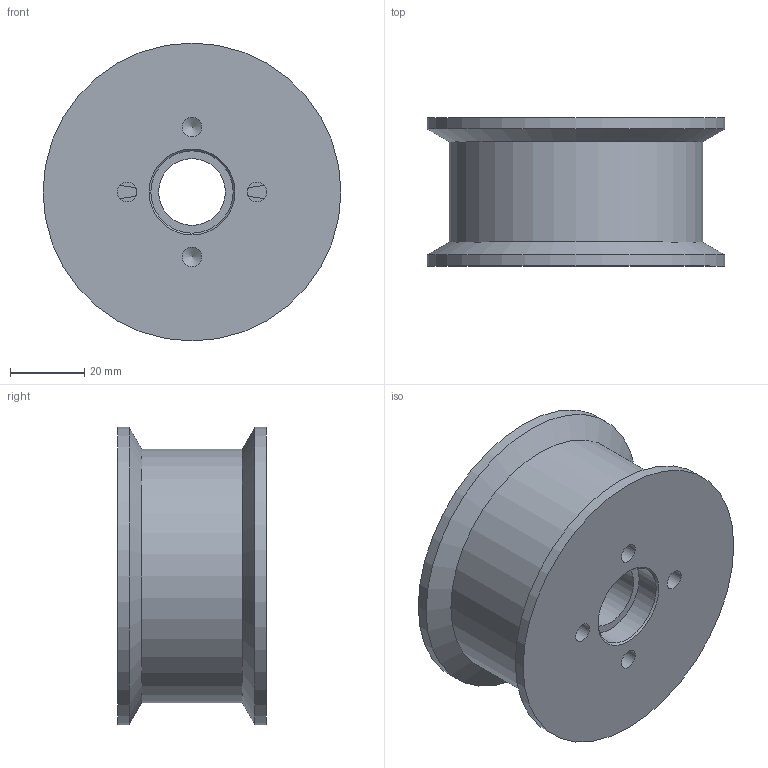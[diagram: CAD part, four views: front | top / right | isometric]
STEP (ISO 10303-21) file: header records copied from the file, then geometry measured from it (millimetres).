
FILE_DESCRIPTION(/* description */ (''),/* implementation_level */ '2;1');
FILE_NAME(/* name */ 'core.stp',/* time_stamp */ '2025-07-24T15:31:44-07:00',/* author */ ('devan'),/* organization */ (''),/* preprocessor_version */ 'ST-DEVELOPER v20',/* originating_system */ 'Autodesk Inventor 2025',/* authorisation */ '');
FILE_SCHEMA (('AUTOMOTIVE_DESIGN { 1 0 10303 214 3 1 1 }'));
Length unit declared in the file: millimetre
Products named in the file (1): core
Bounding box: 80.4 x 40 x 80.4 mm (x, y, z)
Volume: 93016.1 mm3; surface area: 34879.2 mm2
Topology: 1 solids, 1 shells, 137 faces, 388 edges, 256 vertices
Faces by surface type: plane 53, cylinder 42, cone 25, torus 17
Full cylindrical faces by diameter (mm): 5.3 x4, 18 x1, 22.2 x2, 68.4 x1, 80.4 x2
Entity records: 4842 total; most frequent: CARTESIAN_POINT 1389, ORIENTED_EDGE 768, DIRECTION 671, EDGE_CURVE 384, AXIS2_PLACEMENT_3D 262, VERTEX_POINT 256, LINE 147, VECTOR 147
